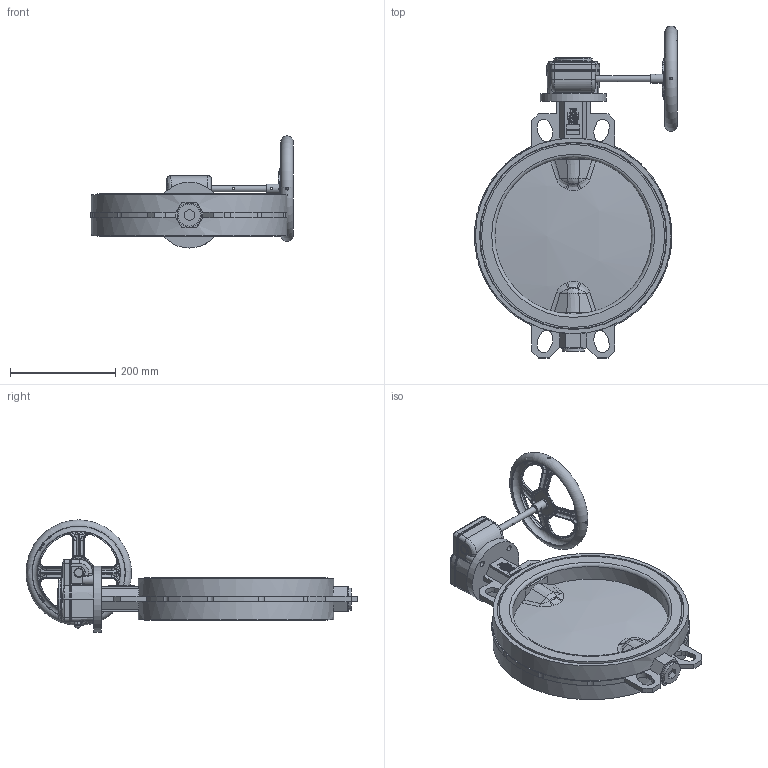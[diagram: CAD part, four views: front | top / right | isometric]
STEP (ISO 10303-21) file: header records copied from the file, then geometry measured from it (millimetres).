
FILE_DESCRIPTION(/* description */ ('STEP AP214'),/* implementation_level */ '2;1');
FILE_NAME(/* name */ '2313bv300_stp_1.step',/* time_stamp */ '2025-10-24T08:25:07+02:00',/* author */ (''),/* organization */ (''),/* preprocessor_version */ 'ST-DEVELOPER v20.1',/* originating_system */ 'Autodesk Translation Framework v14.17.0.0',/* authorisation */ '');
FILE_SCHEMA (('AUTOMOTIVE_DESIGN { 1 0 10303 214 3 1 1 }'));
Length unit declared in the file: millimetre
Products named in the file (3): EVCS-i DN300 PN16 F10-L22; 1; PS200-12 Bush
Assembly tree (2 placements, depth 3):
  EVCS-i DN300 PN16 F10-L22
    1
      PS200-12 Bush
Bounding box: 384.44 x 629.47 x 212.52 mm (x, y, z)
Volume: 5321262.2 mm3; surface area: 687161.7 mm2
Topology: 3 solids, 13 shells, 2959 faces, 7867 edges, 4957 vertices
Faces by surface type: plane 1160, cylinder 672, bspline 651, torus 237, cone 204, sphere 35
Full cylindrical faces by diameter (mm): 3.3 x2, 4 x4, 4.1 x4, 4.5 x2, 4.917 x4, 5 x4, 6 x4, 6.5 x4, 6.647 x4, 7.5 x4, 7.6 x2, 8 x2, 8.376 x4, 10 x1, 11 x4, 12 x4, 13 x6, 14 x2, 16 x1, 17 x1, 18 x2, 28 x1, 42 x1, 46 x1, 57.1 x2, 59 x2, 60 x2, 64 x1, 70 x1, 73 x1
Entity records: 195847 total; most frequent: CARTESIAN_POINT 125118, ORIENTED_EDGE 15544, DIRECTION 13500, EDGE_CURVE 7772, AXIS2_PLACEMENT_3D 5100, VERTEX_POINT 4957, LINE 3300, VECTOR 3300
